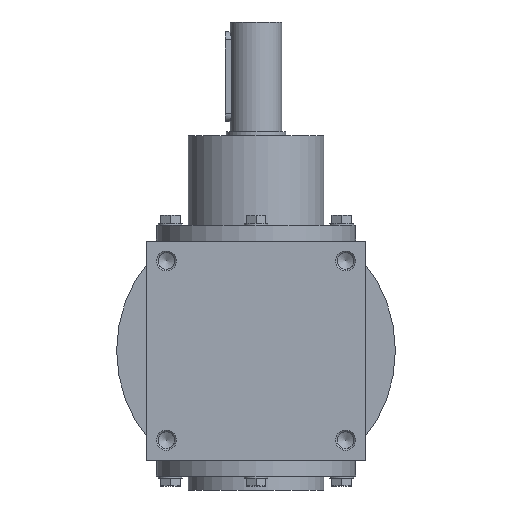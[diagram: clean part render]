
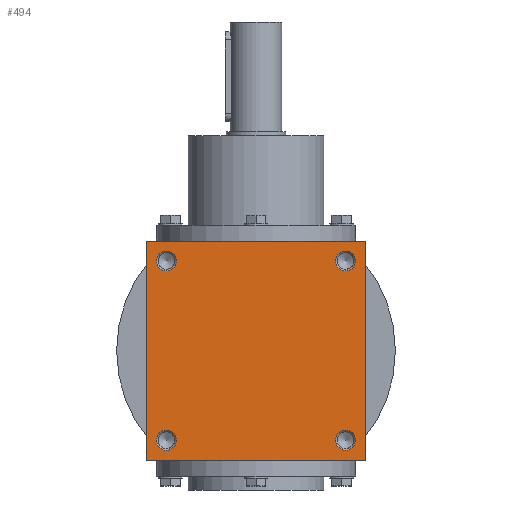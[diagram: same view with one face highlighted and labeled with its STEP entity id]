
A CAD part, left-side view. The second image highlights one B-rep face of the part: STEP entity #494.
In plain terms, the highlighted face is planar.
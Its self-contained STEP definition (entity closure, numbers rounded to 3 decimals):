
#494 = ADVANCED_FACE( '', ( #1053, #1054, #1055, #1056, #1057 ), #1058, .F. );
#1053 = FACE_BOUND( '', #1736, .T. );
#1054 = FACE_BOUND( '', #1737, .T. );
#1055 = FACE_BOUND( '', #1738, .T. );
#1056 = FACE_BOUND( '', #1739, .T. );
#1057 = FACE_OUTER_BOUND( '', #1740, .T. );
#1058 = PLANE( '', #1741 );
#1736 = EDGE_LOOP( '', ( #2670 ) );
#1737 = EDGE_LOOP( '', ( #2671 ) );
#1738 = EDGE_LOOP( '', ( #2672 ) );
#1739 = EDGE_LOOP( '', ( #2673 ) );
#1740 = EDGE_LOOP( '', ( #2674, #2675, #2676, #2677 ) );
#1741 = AXIS2_PLACEMENT_3D( '', #2678, #2679, #2680 );
#2670 = ORIENTED_EDGE( '', *, *, #3594, .F. );
#2671 = ORIENTED_EDGE( '', *, *, #3617, .T. );
#2672 = ORIENTED_EDGE( '', *, *, #3575, .F. );
#2673 = ORIENTED_EDGE( '', *, *, #3561, .T. );
#2674 = ORIENTED_EDGE( '', *, *, #3444, .F. );
#2675 = ORIENTED_EDGE( '', *, *, #3485, .F. );
#2676 = ORIENTED_EDGE( '', *, *, #3618, .F. );
#2677 = ORIENTED_EDGE( '', *, *, #3619, .F. );
#2678 = CARTESIAN_POINT( '', ( 0., 0., -55. ) );
#2679 = DIRECTION( '', ( 0., 0., 1. ) );
#2680 = DIRECTION( '', ( 1., 0., 0. ) );
#3444 = EDGE_CURVE( '', #3986, #3987, #3988, .T. );
#3485 = EDGE_CURVE( '', #4047, #3986, #4048, .T. );
#3561 = EDGE_CURVE( '', #4162, #4162, #4163, .T. );
#3575 = EDGE_CURVE( '', #4183, #4183, #4184, .T. );
#3594 = EDGE_CURVE( '', #4207, #4207, #4208, .T. );
#3617 = EDGE_CURVE( '', #4241, #4241, #4242, .T. );
#3618 = EDGE_CURVE( '', #4243, #4047, #4244, .T. );
#3619 = EDGE_CURVE( '', #3987, #4243, #4245, .T. );
#3986 = VERTEX_POINT( '', #4686 );
#3987 = VERTEX_POINT( '', #4687 );
#3988 = LINE( '', #4688, #4689 );
#4047 = VERTEX_POINT( '', #4761 );
#4048 = LINE( '', #4762, #4763 );
#4162 = VERTEX_POINT( '', #4905 );
#4163 = CIRCLE( '', #4906, 5. );
#4183 = VERTEX_POINT( '', #4928 );
#4184 = CIRCLE( '', #4929, 5. );
#4207 = VERTEX_POINT( '', #4956 );
#4208 = CIRCLE( '', #4957, 5. );
#4241 = VERTEX_POINT( '', #5010 );
#4242 = CIRCLE( '', #5011, 5. );
#4243 = VERTEX_POINT( '', #5012 );
#4244 = LINE( '', #5013, #5014 );
#4245 = LINE( '', #5015, #5016 );
#4686 = CARTESIAN_POINT( '', ( -55., 55., -55. ) );
#4687 = CARTESIAN_POINT( '', ( -55., -55., -55. ) );
#4688 = CARTESIAN_POINT( '', ( -55., 55., -55. ) );
#4689 = VECTOR( '', #5527, 1000. );
#4761 = CARTESIAN_POINT( '', ( 55., 55., -55. ) );
#4762 = CARTESIAN_POINT( '', ( 55., 55., -55. ) );
#4763 = VECTOR( '', #5588, 1000. );
#4905 = CARTESIAN_POINT( '', ( 50., -45., -55. ) );
#4906 = AXIS2_PLACEMENT_3D( '', #5713, #5714, #5715 );
#4928 = CARTESIAN_POINT( '', ( -50., -45., -55. ) );
#4929 = AXIS2_PLACEMENT_3D( '', #5736, #5737, #5738 );
#4956 = CARTESIAN_POINT( '', ( -50., 45., -55. ) );
#4957 = AXIS2_PLACEMENT_3D( '', #5761, #5762, #5763 );
#5010 = CARTESIAN_POINT( '', ( 50., 45., -55. ) );
#5011 = AXIS2_PLACEMENT_3D( '', #5784, #5785, #5786 );
#5012 = CARTESIAN_POINT( '', ( 55., -55., -55. ) );
#5013 = CARTESIAN_POINT( '', ( 55., -55., -55. ) );
#5014 = VECTOR( '', #5787, 1000. );
#5015 = CARTESIAN_POINT( '', ( -55., -55., -55. ) );
#5016 = VECTOR( '', #5788, 1000. );
#5527 = DIRECTION( '', ( 0., -1., 0. ) );
#5588 = DIRECTION( '', ( -1., 0., 0. ) );
#5713 = CARTESIAN_POINT( '', ( 45., -45., -55. ) );
#5714 = DIRECTION( '', ( 0., 0., 1. ) );
#5715 = DIRECTION( '', ( 1., 0., 0. ) );
#5736 = CARTESIAN_POINT( '', ( -45., -45., -55. ) );
#5737 = DIRECTION( '', ( 0., 0., -1. ) );
#5738 = DIRECTION( '', ( -1., 0., 0. ) );
#5761 = CARTESIAN_POINT( '', ( -45., 45., -55. ) );
#5762 = DIRECTION( '', ( 0., 0., -1. ) );
#5763 = DIRECTION( '', ( -1., 0., 0. ) );
#5784 = CARTESIAN_POINT( '', ( 45., 45., -55. ) );
#5785 = DIRECTION( '', ( 0., 0., 1. ) );
#5786 = DIRECTION( '', ( 1., 0., 0. ) );
#5787 = DIRECTION( '', ( 0., 1., 0. ) );
#5788 = DIRECTION( '', ( 1., 0., 0. ) );
